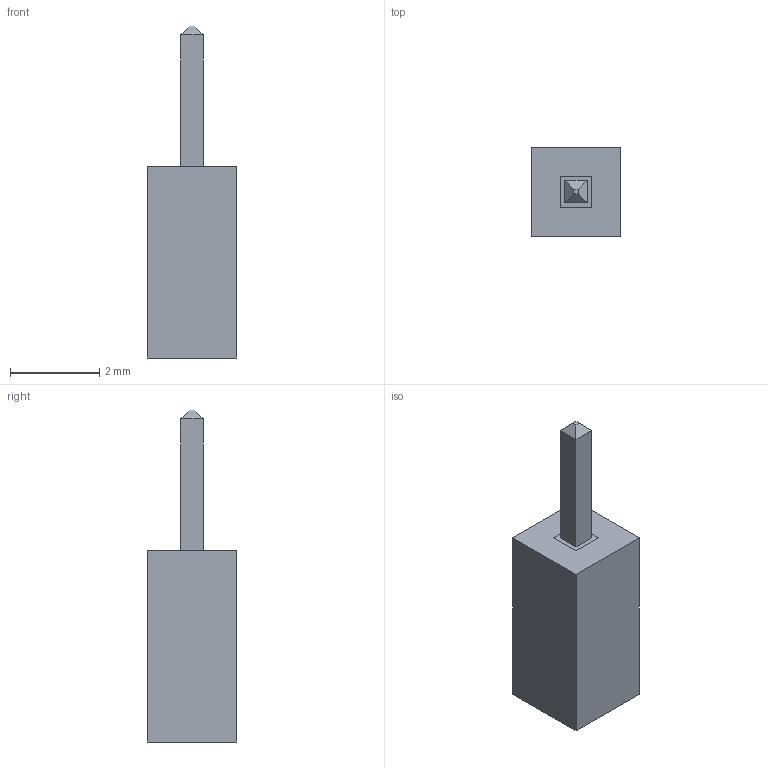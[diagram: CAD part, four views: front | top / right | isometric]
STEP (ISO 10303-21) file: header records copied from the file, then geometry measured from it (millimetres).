
FILE_DESCRIPTION (( 'STEP AP214' ), '1' );
FILE_NAME ('User Library-PBS2-2.STEP', '2016-03-14T08:02:26', ( 'Windows User' ), ( '' ), 'SwSTEP 2.0', 'SolidWorks 2016', '' );
FILE_SCHEMA (( 'AUTOMOTIVE_DESIGN' ));
Length unit declared in the file: millimetre
Products named in the file (4): User Library-PBS2-2_User Library-PBS2-2_PBS2_2; User Library-PBS2-2_User Library-PBS2-2_PBS2_3; User Library-PBS2-2; User Library-PBS2-2_User Library-PBS2-2_PBS2_1
Assembly tree (3 placements, depth 2):
  User Library-PBS2-2
    User Library-PBS2-2_User Library-PBS2-2_PBS2_1
    User Library-PBS2-2_User Library-PBS2-2_PBS2_2
    User Library-PBS2-2_User Library-PBS2-2_PBS2_3
Bounding box: 2 x 2 x 7.45 mm (x, y, z)
Volume: 16.9 mm3; surface area: 81.1 mm2
Topology: 3 solids, 3 shells, 30 faces, 68 edges, 44 vertices
Faces by surface type: plane 30
Entity records: 1312 total; most frequent: CARTESIAN_POINT 148, DIRECTION 140, ORIENTED_EDGE 136, VECTOR 68, LINE 68, EDGE_CURVE 68, VERTEX_POINT 44, UNCERTAINTY_MEASURE_WITH_UNIT 40
